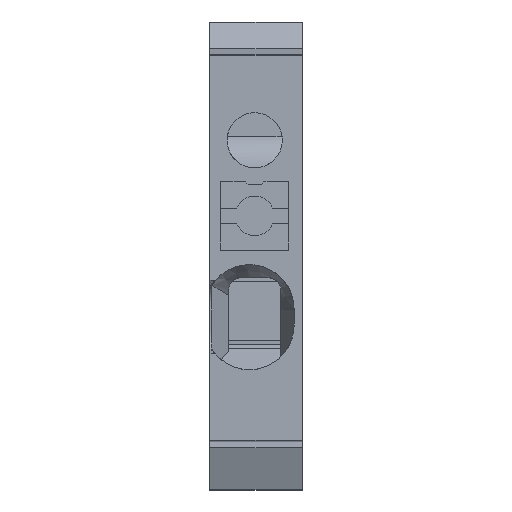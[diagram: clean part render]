
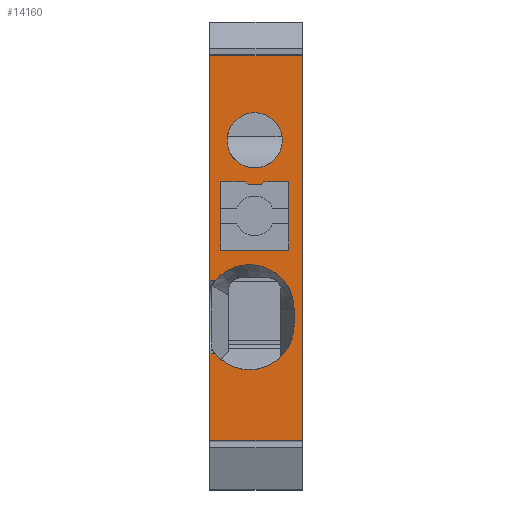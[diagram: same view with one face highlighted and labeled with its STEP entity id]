
A CAD part, front view. The second image highlights one B-rep face of the part: STEP entity #14160.
In plain terms, the highlighted planar face has unit normal (0, -1, 0).
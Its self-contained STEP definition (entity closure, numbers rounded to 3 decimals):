
#3600=CARTESIAN_POINT('',(-0.789,-24.,
-1.65));
#3610=VERTEX_POINT('',#3600);
#3640=CARTESIAN_POINT('',(-2.813,-24.,
-1.65));
#3650=DIRECTION('',(1.,0.,0.));
#3660=VECTOR('',#3650,1.);
#3670=LINE('',#3640,#3660);
#3680=CARTESIAN_POINT('',(-15.411,-24.,
-1.65));
#3690=VERTEX_POINT('',#3680);
#3700=EDGE_CURVE('',#3690,#3610,#3670,.T.);
#9410=CARTESIAN_POINT('',(-15.411,-24.,
-5.15));
#9420=VERTEX_POINT('',#9410);
#9450=CARTESIAN_POINT('',(-2.813,-24.,
-5.15));
#9460=DIRECTION('',(1.,0.,0.));
#9470=VECTOR('',#9460,1.);
#9480=LINE('',#9450,#9470);
#9490=CARTESIAN_POINT('',(-6.875,-24.,
-5.15));
#9500=VERTEX_POINT('',#9490);
#9510=EDGE_CURVE('',#9420,#9500,#9480,.T.);
#10070=CARTESIAN_POINT('',(-4.075,-24.,
-5.15));
#10080=VERTEX_POINT('',#10070);
#10110=CARTESIAN_POINT('',(-0.789,-24.,
-5.15));
#10120=VERTEX_POINT('',#10110);
#10130=EDGE_CURVE('',#10080,#10120,#9480,.T.);
#12530=CARTESIAN_POINT('',(-4.009,-24.,
-5.15));
#12540=DIRECTION('',(0.,1.,0.));
#12550=DIRECTION('',(-1.,0.,0.));
#12560=AXIS2_PLACEMENT_3D('',#12530,#12540,#12550);
#12570=PLANE('',#12560);
#12580=CARTESIAN_POINT('',(-2.813,-24.,
-2.15));
#12590=DIRECTION('',(-1.,0.,0.));
#12600=VECTOR('',#12590,1.);
#12610=LINE('',#12580,#12600);
#12620=CARTESIAN_POINT('',(-8.025,-24.,
-2.15));
#12630=VERTEX_POINT('',#12620);
#12640=CARTESIAN_POINT('',(-10.525,-24.,
-2.15));
#12650=VERTEX_POINT('',#12640);
#12660=EDGE_CURVE('',#12630,#12650,#12610,.T.);
#12670=ORIENTED_EDGE('',*,*,#12660,.F.);
#12680=CARTESIAN_POINT('',(-2.813,-24.,
-2.15));
#12690=DIRECTION('',(-1.,0.,0.));
#12700=VECTOR('',#12690,1.);
#12710=LINE('',#12680,#12700);
#12720=CARTESIAN_POINT('',(-10.625,-24.,
-2.15));
#12730=VERTEX_POINT('',#12720);
#12740=EDGE_CURVE('',#12650,#12730,#12710,.T.);
#12750=ORIENTED_EDGE('',*,*,#12740,.F.);
#12760=CARTESIAN_POINT('',(-10.625,-24.,
-5.15));
#12770=DIRECTION('',(0.,0.,-1.));
#12780=VECTOR('',#12770,1.);
#12790=LINE('',#12760,#12780);
#12800=CARTESIAN_POINT('',(-10.625,-24.,
-3.1));
#12810=VERTEX_POINT('',#12800);
#12820=EDGE_CURVE('',#12730,#12810,#12790,.T.);
#12830=ORIENTED_EDGE('',*,*,#12820,.F.);
#12840=CARTESIAN_POINT('',(-8.575,-24.,
-5.15));
#12850=DIRECTION('',(0.707,0.,
-0.707));
#12860=VECTOR('',#12850,1.);
#12870=LINE('',#12840,#12860);
#12880=CARTESIAN_POINT('',(-10.525,-24.,
-3.2));
#12890=VERTEX_POINT('',#12880);
#12900=EDGE_CURVE('',#12810,#12890,#12870,.T.);
#12910=ORIENTED_EDGE('',*,*,#12900,.F.);
#12920=CARTESIAN_POINT('',(-10.525,-24.,
-5.15));
#12930=DIRECTION('',(0.,0.,-1.));
#12940=VECTOR('',#12930,1.);
#12950=LINE('',#12920,#12940);
#12960=CARTESIAN_POINT('',(-10.525,-24.,
-3.7));
#12970=VERTEX_POINT('',#12960);
#12980=EDGE_CURVE('',#12890,#12970,#12950,.T.);
#12990=ORIENTED_EDGE('',*,*,#12980,.F.);
#13000=CARTESIAN_POINT('',(-11.975,-24.,
-5.15));
#13010=DIRECTION('',(-0.707,0.,
-0.707));
#13020=VECTOR('',#13010,1.);
#13030=LINE('',#13000,#13020);
#13040=CARTESIAN_POINT('',(-10.625,-24.,
-3.8));
#13050=VERTEX_POINT('',#13040);
#13060=EDGE_CURVE('',#12970,#13050,#13030,.T.);
#13070=ORIENTED_EDGE('',*,*,#13060,.F.);
#13080=CARTESIAN_POINT('',(-10.625,-24.,
-5.15));
#13090=DIRECTION('',(0.,0.,-1.));
#13100=VECTOR('',#13090,1.);
#13110=LINE('',#13080,#13100);
#13120=CARTESIAN_POINT('',(-10.625,-24.,
-4.75));
#13130=VERTEX_POINT('',#13120);
#13140=EDGE_CURVE('',#13050,#13130,#13110,.T.);
#13150=ORIENTED_EDGE('',*,*,#13140,.F.);
#13160=CARTESIAN_POINT('',(-2.813,-24.,
-4.75));
#13170=DIRECTION('',(1.,0.,0.));
#13180=VECTOR('',#13170,1.);
#13190=LINE('',#13160,#13180);
#13200=CARTESIAN_POINT('',(-10.525,-24.,
-4.75));
#13210=VERTEX_POINT('',#13200);
#13220=EDGE_CURVE('',#13130,#13210,#13190,.T.);
#13230=ORIENTED_EDGE('',*,*,#13220,.F.);
#13240=CARTESIAN_POINT('',(-2.813,-24.,
-4.75));
#13250=DIRECTION('',(1.,0.,0.));
#13260=VECTOR('',#13250,1.);
#13270=LINE('',#13240,#13260);
#13280=CARTESIAN_POINT('',(-8.025,-24.,
-4.75));
#13290=VERTEX_POINT('',#13280);
#13300=EDGE_CURVE('',#13210,#13290,#13270,.T.);
#13310=ORIENTED_EDGE('',*,*,#13300,.F.);
#13320=CARTESIAN_POINT('',(-8.025,-24.,
-5.15));
#13330=DIRECTION('',(0.,0.,1.));
#13340=VECTOR('',#13330,1.);
#13350=LINE('',#13320,#13340);
#13360=EDGE_CURVE('',#13290,#12630,#13350,.T.);
#13370=ORIENTED_EDGE('',*,*,#13360,.F.);
#13380=EDGE_LOOP('',(#13370,#13310,#13230,#13150,#13070,#12990,#12910,
#12830,#12750,#12670));
#13390=FACE_BOUND('',#13380,.T.);
#13400=CARTESIAN_POINT('',(-12.2,-24.,
-3.45));
#13410=DIRECTION('',(0.,1.,0.));
#13420=DIRECTION('',(-0.39,0.,
-0.921));
#13430=AXIS2_PLACEMENT_3D('',#13400,#13410,#13420);
#13440=CIRCLE('',#13430,1.05);
#13450=CARTESIAN_POINT('',(-12.609,-24.,
-4.417));
#13460=VERTEX_POINT('',#13450);
#13470=CARTESIAN_POINT('',(-11.791,-24.,
-2.483));
#13480=VERTEX_POINT('',#13470);
#13490=EDGE_CURVE('',#13460,#13480,#13440,.T.);
#13500=ORIENTED_EDGE('',*,*,#13490,.T.);
#13510=CARTESIAN_POINT('',(-11.88,-24.,
-4.45));
#13520=VERTEX_POINT('',#13510);
#13530=EDGE_CURVE('',#13520,#13460,#13440,.T.);
#13540=ORIENTED_EDGE('',*,*,#13530,.T.);
#13550=EDGE_CURVE('',#13480,#13520,#13440,.T.);
#13560=ORIENTED_EDGE('',*,*,#13550,.T.);
#13570=EDGE_LOOP('',(#13560,#13540,#13500));
#13580=FACE_BOUND('',#13570,.T.);
#13590=ORIENTED_EDGE('',*,*,#10130,.T.);
#13600=CARTESIAN_POINT('',(-4.075,-24.,
-5.15));
#13610=DIRECTION('',(0.,0.,1.));
#13620=VECTOR('',#13610,1.);
#13630=LINE('',#13600,#13620);
#13640=CARTESIAN_POINT('',(-4.075,-24.,
-4.946));
#13650=VERTEX_POINT('',#13640);
#13660=EDGE_CURVE('',#10080,#13650,#13630,.T.);
#13670=ORIENTED_EDGE('',*,*,#13660,.F.);
#13680=CARTESIAN_POINT('',(-5.175,-24.,
-3.65));
#13690=DIRECTION('',(0.,1.,0.));
#13700=DIRECTION('',(-1.,0.,0.));
#13710=AXIS2_PLACEMENT_3D('',#13680,#13690,#13700);
#13720=CIRCLE('',#13710,1.7);
#13730=CARTESIAN_POINT('',(-5.175,-24.,
-1.95));
#13740=VERTEX_POINT('',#13730);
#13750=EDGE_CURVE('',#13740,#13650,#13720,.T.);
#13760=ORIENTED_EDGE('',*,*,#13750,.T.);
#13770=CARTESIAN_POINT('',(-2.813,-24.,
-1.95));
#13780=DIRECTION('',(-1.,0.,0.));
#13790=VECTOR('',#13780,1.);
#13800=LINE('',#13770,#13790);
#13810=CARTESIAN_POINT('',(-5.775,-24.,
-1.95));
#13820=VERTEX_POINT('',#13810);
#13830=EDGE_CURVE('',#13740,#13820,#13800,.T.);
#13840=ORIENTED_EDGE('',*,*,#13830,.F.);
#13850=CARTESIAN_POINT('',(-5.775,-24.,
-3.65));
#13860=DIRECTION('',(0.,1.,0.));
#13870=DIRECTION('',(-1.,0.,0.));
#13880=AXIS2_PLACEMENT_3D('',#13850,#13860,#13870);
#13890=CIRCLE('',#13880,1.7);
#13900=CARTESIAN_POINT('',(-6.875,-24.,
-4.946));
#13910=VERTEX_POINT('',#13900);
#13920=EDGE_CURVE('',#13910,#13820,#13890,.T.);
#13930=ORIENTED_EDGE('',*,*,#13920,.T.);
#13940=CARTESIAN_POINT('',(-6.875,-24.,
-5.15));
#13950=DIRECTION('',(0.,0.,-1.));
#13960=VECTOR('',#13950,1.);
#13970=LINE('',#13940,#13960);
#13980=EDGE_CURVE('',#13910,#9500,#13970,.T.);
#13990=ORIENTED_EDGE('',*,*,#13980,.F.);
#14000=ORIENTED_EDGE('',*,*,#9510,.T.);
#14010=CARTESIAN_POINT('',(-15.411,-24.,
-5.15));
#14020=DIRECTION('',(0.,0.,-1.));
#14030=VECTOR('',#14020,1.);
#14040=LINE('',#14010,#14030);
#14050=EDGE_CURVE('',#3690,#9420,#14040,.T.);
#14060=ORIENTED_EDGE('',*,*,#14050,.T.);
#14070=ORIENTED_EDGE('',*,*,#3700,.F.);
#14080=CARTESIAN_POINT('',(-0.789,-24.,
-5.15));
#14090=DIRECTION('',(0.,0.,-1.));
#14100=VECTOR('',#14090,1.);
#14110=LINE('',#14080,#14100);
#14120=EDGE_CURVE('',#3610,#10120,#14110,.T.);
#14130=ORIENTED_EDGE('',*,*,#14120,.F.);
#14140=EDGE_LOOP('',(#14130,#14070,#14060,#14000,#13990,#13930,#13840,
#13760,#13670,#13590));
#14150=FACE_OUTER_BOUND('',#14140,.T.);
#14160=ADVANCED_FACE('',(#13390,#13580,#14150),#12570,.F.);
